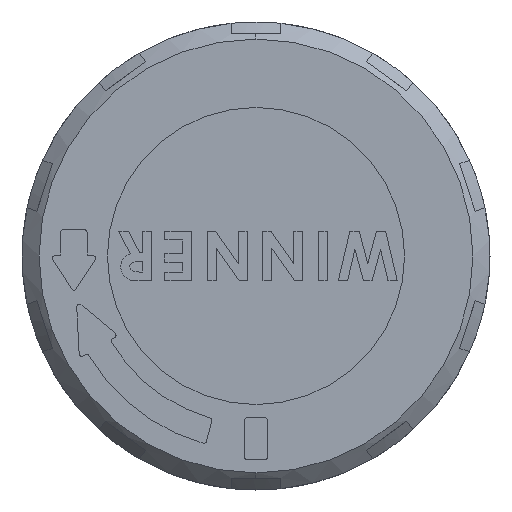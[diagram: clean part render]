
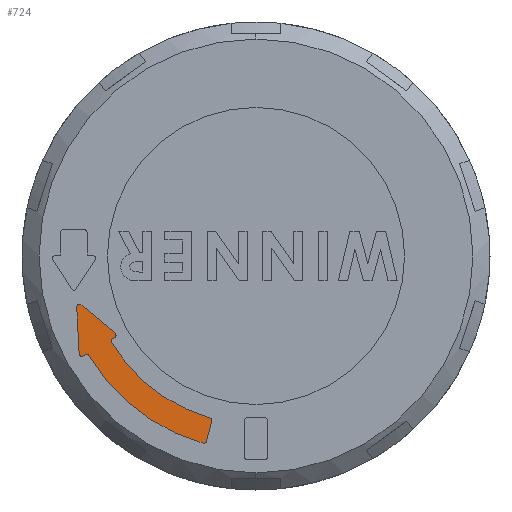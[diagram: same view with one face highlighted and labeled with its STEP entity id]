
A CAD part, left-side view. The second image highlights one B-rep face of the part: STEP entity #724.
In plain terms, the highlighted planar face has unit normal (-1, 0, 0).
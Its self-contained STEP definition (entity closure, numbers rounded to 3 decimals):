
#14 = CARTESIAN_POINT ( 'NONE',  ( -47.16, 12.989, -7.499 ) ) ;
#475 = DIRECTION ( 'NONE',  ( 0., 0., -1. ) ) ;
#724 = ADVANCED_FACE ( 'NONE', ( #11759 ), #12705, .T. ) ;
#814 = DIRECTION ( 'NONE',  ( -1., 0., 0. ) ) ;
#1141 = LINE ( 'NONE', #5696, #5993 ) ;
#1223 = CIRCLE ( 'NONE', #1703, 0.2 ) ;
#1483 = VERTEX_POINT ( 'NONE', #16933 ) ;
#1527 = DIRECTION ( 'NONE',  ( 0., -0.866, 0.5 ) ) ;
#1622 = VERTEX_POINT ( 'NONE', #9456 ) ;
#1703 = AXIS2_PLACEMENT_3D ( 'NONE', #7816, #6295, #18981 ) ;
#1813 = CARTESIAN_POINT ( 'NONE',  ( -47.16, 12.717, -7.57 ) ) ;
#1838 = DIRECTION ( 'NONE',  ( 1., 0., 0. ) ) ;
#2451 = AXIS2_PLACEMENT_3D ( 'NONE', #6451, #18891, #6190 ) ;
#2482 = AXIS2_PLACEMENT_3D ( 'NONE', #7660, #15707, #10812 ) ;
#2704 = AXIS2_PLACEMENT_3D ( 'NONE', #16632, #15312, #12086 ) ;
#2770 = DIRECTION ( 'NONE',  ( -1., 0., 0. ) ) ;
#2792 = CARTESIAN_POINT ( 'NONE',  ( -47.16, 4.026, -14.242 ) ) ;
#2920 = ORIENTED_EDGE ( 'NONE', *, *, #4666, .T. ) ;
#3309 = ORIENTED_EDGE ( 'NONE', *, *, #4223, .T. ) ;
#3400 = EDGE_CURVE ( 'NONE', #7325, #5145, #8498, .T. ) ;
#3471 = DIRECTION ( 'NONE',  ( 1., 0., 0. ) ) ;
#3844 = CARTESIAN_POINT ( 'NONE',  ( -47.16, 10.982, -6.575 ) ) ;
#3924 = EDGE_CURVE ( 'NONE', #7313, #6815, #14865, .T. ) ;
#4032 = AXIS2_PLACEMENT_3D ( 'NONE', #13651, #2770, #15431 ) ;
#4223 = EDGE_CURVE ( 'NONE', #19865, #19352, #1141, .T. ) ;
#4443 = VECTOR ( 'NONE', #18107, 1000. ) ;
#4479 = CIRCLE ( 'NONE', #7358, 14.8 ) ;
#4618 = ORIENTED_EDGE ( 'NONE', *, *, #8467, .T. ) ;
#4666 = EDGE_CURVE ( 'NONE', #19352, #9690, #13114, .T. ) ;
#4703 = DIRECTION ( 'NONE',  ( -1., 0., 0. ) ) ;
#4882 = VERTEX_POINT ( 'NONE', #19035 ) ;
#5145 = VERTEX_POINT ( 'NONE', #8830 ) ;
#5441 = CARTESIAN_POINT ( 'NONE',  ( -47.16, 13.64, -3.864 ) ) ;
#5696 = CARTESIAN_POINT ( 'NONE',  ( -47.16, 13.453, -7.432 ) ) ;
#5735 = EDGE_CURVE ( 'NONE', #18706, #11483, #8215, .T. ) ;
#5803 = EDGE_CURVE ( 'NONE', #11483, #16671, #12385, .T. ) ;
#5993 = VECTOR ( 'NONE', #18329, 1000. ) ;
#6003 = ORIENTED_EDGE ( 'NONE', *, *, #11059, .T. ) ;
#6190 = DIRECTION ( 'NONE',  ( 0., 0., -1. ) ) ;
#6295 = DIRECTION ( 'NONE',  ( -1., 0., 0. ) ) ;
#6391 = CARTESIAN_POINT ( 'NONE',  ( -47.16, 0., 0. ) ) ;
#6451 = CARTESIAN_POINT ( 'NONE',  ( -47.16, 10.811, -6.472 ) ) ;
#6529 = CARTESIAN_POINT ( 'NONE',  ( -47.16, 12.889, -7.673 ) ) ;
#6550 = CIRCLE ( 'NONE', #15414, 0.2 ) ;
#6815 = VERTEX_POINT ( 'NONE', #1813 ) ;
#7120 = CARTESIAN_POINT ( 'NONE',  ( -47.16, 3.364, -12.556 ) ) ;
#7295 = LINE ( 'NONE', #8408, #9025 ) ;
#7313 = VERTEX_POINT ( 'NONE', #18011 ) ;
#7325 = VERTEX_POINT ( 'NONE', #3844 ) ;
#7358 = AXIS2_PLACEMENT_3D ( 'NONE', #19590, #814, #11778 ) ;
#7660 = CARTESIAN_POINT ( 'NONE',  ( -47.16, 3.972, -14.049 ) ) ;
#7728 = CARTESIAN_POINT ( 'NONE',  ( -47.16, 3.972, -14.049 ) ) ;
#7816 = CARTESIAN_POINT ( 'NONE',  ( -47.16, 10.846, -6.031 ) ) ;
#7881 = ORIENTED_EDGE ( 'NONE', *, *, #17076, .T. ) ;
#7892 = DIRECTION ( 'NONE',  ( 0., 0., 1. ) ) ;
#8052 = DIRECTION ( 'NONE',  ( 0., 0., 1. ) ) ;
#8215 = CIRCLE ( 'NONE', #14821, 0.2 ) ;
#8261 = CARTESIAN_POINT ( 'NONE',  ( -47.16, 13.254, -7.421 ) ) ;
#8338 = DIRECTION ( 'NONE',  ( -1., 0., 0. ) ) ;
#8348 = CARTESIAN_POINT ( 'NONE',  ( -47.16, 13.254, -7.621 ) ) ;
#8352 = CARTESIAN_POINT ( 'NONE',  ( -47.16, 10.911, -6.299 ) ) ;
#8408 = CARTESIAN_POINT ( 'NONE',  ( -47.16, 10.718, -5.878 ) ) ;
#8467 = EDGE_CURVE ( 'NONE', #6815, #18706, #4479, .T. ) ;
#8498 = CIRCLE ( 'NONE', #2451, 0.2 ) ;
#8569 = CARTESIAN_POINT ( 'NONE',  ( -47.16, 13.453, -7.432 ) ) ;
#8641 = AXIS2_PLACEMENT_3D ( 'NONE', #8261, #8338, #475 ) ;
#8830 = CARTESIAN_POINT ( 'NONE',  ( -47.16, 10.911, -6.299 ) ) ;
#9025 = VECTOR ( 'NONE', #11487, 1000. ) ;
#9279 = CARTESIAN_POINT ( 'NONE',  ( -47.16, 3.972, -14.049 ) ) ;
#9456 = CARTESIAN_POINT ( 'NONE',  ( -47.16, 10.718, -5.878 ) ) ;
#9690 = VERTEX_POINT ( 'NONE', #8348 ) ;
#9966 = DIRECTION ( 'NONE',  ( 0., 0., -1. ) ) ;
#9986 = VERTEX_POINT ( 'NONE', #14028 ) ;
#10137 = ORIENTED_EDGE ( 'NONE', *, *, #14574, .T. ) ;
#10552 = VECTOR ( 'NONE', #19306, 1000. ) ;
#10711 = AXIS2_PLACEMENT_3D ( 'NONE', #6391, #3471, #14247 ) ;
#10812 = DIRECTION ( 'NONE',  ( 0., 0., 1. ) ) ;
#11059 = EDGE_CURVE ( 'NONE', #1622, #18530, #7295, .T. ) ;
#11163 = CIRCLE ( 'NONE', #2704, 0.2 ) ;
#11297 = CARTESIAN_POINT ( 'NONE',  ( -47.16, 3.778, -14.101 ) ) ;
#11384 = VECTOR ( 'NONE', #1527, 1000. ) ;
#11394 = CARTESIAN_POINT ( 'NONE',  ( -47.16, 3.557, -12.504 ) ) ;
#11483 = VERTEX_POINT ( 'NONE', #19208 ) ;
#11487 = DIRECTION ( 'NONE',  ( 0., 0.766, 0.643 ) ) ;
#11491 = EDGE_CURVE ( 'NONE', #1483, #9986, #6550, .T. ) ;
#11727 = ORIENTED_EDGE ( 'NONE', *, *, #19694, .T. ) ;
#11759 = FACE_OUTER_BOUND ( 'NONE', #16862, .T. ) ;
#11778 = DIRECTION ( 'NONE',  ( 0., 0., -1. ) ) ;
#12086 = DIRECTION ( 'NONE',  ( 0., 0., 1. ) ) ;
#12104 = VERTEX_POINT ( 'NONE', #16139 ) ;
#12165 = ORIENTED_EDGE ( 'NONE', *, *, #11491, .T. ) ;
#12385 = CIRCLE ( 'NONE', #2482, 0.2 ) ;
#12534 = ORIENTED_EDGE ( 'NONE', *, *, #3924, .T. ) ;
#12550 = AXIS2_PLACEMENT_3D ( 'NONE', #6529, #1838, #8052 ) ;
#12701 = ORIENTED_EDGE ( 'NONE', *, *, #3400, .T. ) ;
#12705 = PLANE ( 'NONE',  #17383 ) ;
#12764 = LINE ( 'NONE', #7120, #4443 ) ;
#13114 = CIRCLE ( 'NONE', #4032, 0.2 ) ;
#13323 = EDGE_CURVE ( 'NONE', #18530, #19865, #11163, .T. ) ;
#13651 = CARTESIAN_POINT ( 'NONE',  ( -47.16, 13.254, -7.421 ) ) ;
#13731 = ORIENTED_EDGE ( 'NONE', *, *, #17862, .T. ) ;
#13750 = LINE ( 'NONE', #8352, #10552 ) ;
#13924 = DIRECTION ( 'NONE',  ( 0., 0., 1. ) ) ;
#14028 = CARTESIAN_POINT ( 'NONE',  ( -47.16, 3.503, -12.311 ) ) ;
#14128 = DIRECTION ( 'NONE',  ( -1., 0., 0. ) ) ;
#14247 = DIRECTION ( 'NONE',  ( 0., 0., -1. ) ) ;
#14574 = EDGE_CURVE ( 'NONE', #12104, #7313, #15077, .T. ) ;
#14697 = ORIENTED_EDGE ( 'NONE', *, *, #19024, .T. ) ;
#14719 = ORIENTED_EDGE ( 'NONE', *, *, #5735, .T. ) ;
#14821 = AXIS2_PLACEMENT_3D ( 'NONE', #7728, #14128, #13924 ) ;
#14845 = ORIENTED_EDGE ( 'NONE', *, *, #5803, .T. ) ;
#14865 = CIRCLE ( 'NONE', #12550, 0.2 ) ;
#15077 = LINE ( 'NONE', #14, #11384 ) ;
#15312 = DIRECTION ( 'NONE',  ( -1., 0., 0. ) ) ;
#15414 = AXIS2_PLACEMENT_3D ( 'NONE', #11394, #19351, #9966 ) ;
#15431 = DIRECTION ( 'NONE',  ( 0., 0., -1. ) ) ;
#15707 = DIRECTION ( 'NONE',  ( -1., 0., 0. ) ) ;
#16139 = CARTESIAN_POINT ( 'NONE',  ( -47.16, 13.154, -7.594 ) ) ;
#16444 = CIRCLE ( 'NONE', #8641, 0.2 ) ;
#16632 = CARTESIAN_POINT ( 'NONE',  ( -47.16, 13.441, -3.854 ) ) ;
#16671 = VERTEX_POINT ( 'NONE', #11297 ) ;
#16862 = EDGE_LOOP ( 'NONE', ( #14719, #14845, #13731, #12165, #7881, #12701, #19149, #14697, #6003, #19593, #3309, #2920, #11727, #10137, #12534, #4618 ) ) ;
#16933 = CARTESIAN_POINT ( 'NONE',  ( -47.16, 3.364, -12.556 ) ) ;
#17076 = EDGE_CURVE ( 'NONE', #9986, #7325, #17195, .T. ) ;
#17195 = CIRCLE ( 'NONE', #10711, 12.8 ) ;
#17383 = AXIS2_PLACEMENT_3D ( 'NONE', #9279, #4703, #7892 ) ;
#17862 = EDGE_CURVE ( 'NONE', #16671, #1483, #12764, .T. ) ;
#18011 = CARTESIAN_POINT ( 'NONE',  ( -47.16, 12.989, -7.499 ) ) ;
#18107 = DIRECTION ( 'NONE',  ( 0., -0.259, 0.966 ) ) ;
#18201 = EDGE_CURVE ( 'NONE', #5145, #4882, #13750, .T. ) ;
#18329 = DIRECTION ( 'NONE',  ( 0., -0.052, -0.999 ) ) ;
#18472 = CARTESIAN_POINT ( 'NONE',  ( -47.16, 13.312, -3.701 ) ) ;
#18530 = VERTEX_POINT ( 'NONE', #18472 ) ;
#18706 = VERTEX_POINT ( 'NONE', #2792 ) ;
#18891 = DIRECTION ( 'NONE',  ( 1., 0., 0. ) ) ;
#18981 = DIRECTION ( 'NONE',  ( 0., 0., 1. ) ) ;
#19024 = EDGE_CURVE ( 'NONE', #4882, #1622, #1223, .T. ) ;
#19035 = CARTESIAN_POINT ( 'NONE',  ( -47.16, 10.746, -6.204 ) ) ;
#19149 = ORIENTED_EDGE ( 'NONE', *, *, #18201, .T. ) ;
#19208 = CARTESIAN_POINT ( 'NONE',  ( -47.16, 3.972, -14.249 ) ) ;
#19306 = DIRECTION ( 'NONE',  ( 0., -0.866, 0.5 ) ) ;
#19351 = DIRECTION ( 'NONE',  ( -1., 0., 0. ) ) ;
#19352 = VERTEX_POINT ( 'NONE', #8569 ) ;
#19590 = CARTESIAN_POINT ( 'NONE',  ( -47.16, 0., 0. ) ) ;
#19593 = ORIENTED_EDGE ( 'NONE', *, *, #13323, .T. ) ;
#19694 = EDGE_CURVE ( 'NONE', #9690, #12104, #16444, .T. ) ;
#19865 = VERTEX_POINT ( 'NONE', #5441 ) ;
